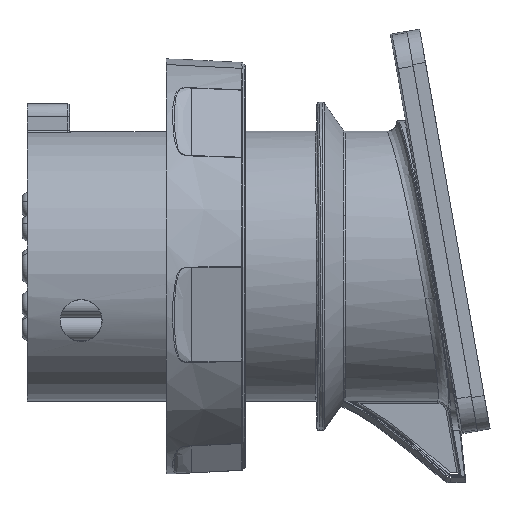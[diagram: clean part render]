
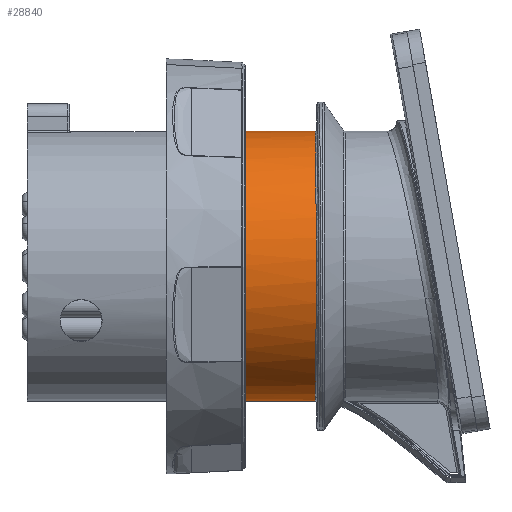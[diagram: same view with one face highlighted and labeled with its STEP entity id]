
A CAD part, left-side view. The second image highlights one B-rep face of the part: STEP entity #28840.
In plain terms, the highlighted cylindrical face has radius 31.7 mm (diameter 63.4 mm), a partial arc.
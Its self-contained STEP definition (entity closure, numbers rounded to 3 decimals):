
#180 = VERTEX_POINT ( 'NONE', #52621 ) ;
#1833 = ORIENTED_EDGE ( 'NONE', *, *, #22478, .T. ) ;
#2027 = CARTESIAN_POINT ( 'NONE',  ( 0., -259.054, 0. ) ) ;
#3505 = CARTESIAN_POINT ( 'NONE',  ( -63.4, -22.129, 31.7 ) ) ;
#4861 = CARTESIAN_POINT ( 'NONE',  ( 0., -3.483, 31.7 ) ) ;
#4882 = CARTESIAN_POINT ( 'NONE',  ( -31.7, -3.202, -18.569 ) ) ;
#8262 = CARTESIAN_POINT ( 'NONE',  ( -31.7, -3.202, 0. ) ) ;
#9228 = DIRECTION ( 'NONE',  ( 0., -1., 0. ) ) ;
#15644 = CARTESIAN_POINT ( 'NONE',  ( -31.7, -3.202, 18.569 ) ) ;
#16020 = CARTESIAN_POINT ( 'NONE',  ( 0., -259.054, -31.7 ) ) ;
#16416 = DIRECTION ( 'NONE',  ( 0., 0., 1. ) ) ;
#16650 = AXIS2_PLACEMENT_3D ( 'NONE', #2027, #49266, #16416 ) ;
#21079 = VERTEX_POINT ( 'NONE', #83637 ) ;
#22232 = ORIENTED_EDGE ( 'NONE', *, *, #36773, .T. ) ;
#22478 = EDGE_CURVE ( 'NONE', #61016, #28472, #62444, .T. ) ;
#22712 = CARTESIAN_POINT ( 'NONE',  ( 0., -3.483, 31.7 ) ) ;
#22965 = CARTESIAN_POINT ( 'NONE',  ( 0., -21.567, -31.7 ) ) ;
#27472 = CARTESIAN_POINT ( 'NONE',  ( -31.7, -3.202, 0. ) ) ;
#27755 = CARTESIAN_POINT ( 'NONE',  ( 0., -21.567, 31.7 ) ) ;
#28472 = VERTEX_POINT ( 'NONE', #27472 ) ;
#28840 = ADVANCED_FACE ( 'NONE', ( #45410 ), #53929, .T. ) ;
#30129 = VECTOR ( 'NONE', #9228, 1000. ) ;
#30905 = CARTESIAN_POINT ( 'NONE',  ( -18.569, -3.318, -31.7 ) ) ;
#32014 = CARTESIAN_POINT ( 'NONE',  ( 0., -259.054, 31.7 ) ) ;
#34287 = LINE ( 'NONE', #32014, #68154 ) ;
#36773 = EDGE_CURVE ( 'NONE', #52252, #61016, #34287, .T. ) ;
#38141 = EDGE_CURVE ( 'NONE', #28472, #180, #68840, .T. ) ;
#41176 = ORIENTED_EDGE ( 'NONE', *, *, #57808, .T. ) ;
#42812 = CARTESIAN_POINT ( 'NONE',  ( 0., -21.567, 31.7 ) ) ;
#42900 = EDGE_LOOP ( 'NONE', ( #22232, #1833, #60368, #41176, #73231 ) ) ;
#45410 = FACE_OUTER_BOUND ( 'NONE', #42900, .T. ) ;
#49266 = DIRECTION ( 'NONE',  ( 0., 1., 0. ) ) ;
#51305 = CARTESIAN_POINT ( 'NONE',  ( 0., -3.483, -31.7 ) ) ;
#52110 = DIRECTION ( 'NONE',  ( 0., 1., 0. ) ) ;
#52252 = VERTEX_POINT ( 'NONE', #27755 ) ;
#52621 = CARTESIAN_POINT ( 'NONE',  ( 0., -3.483, -31.7 ) ) ;
#53929 = CYLINDRICAL_SURFACE ( 'NONE', #16650, 31.7 ) ;
#57808 = EDGE_CURVE ( 'NONE', #180, #21079, #66135, .T. ) ;
#60269 = EDGE_CURVE ( 'NONE', #21079, #52252, #86249, .T. ) ;
#60368 = ORIENTED_EDGE ( 'NONE', *, *, #38141, .T. ) ;
#61016 = VERTEX_POINT ( 'NONE', #4861 ) ;
#62444 =( BOUNDED_CURVE ( )  B_SPLINE_CURVE ( 3, ( #22712, #76366, #15644, #8262 ),
 .UNSPECIFIED., .F., .F. ) 
 B_SPLINE_CURVE_WITH_KNOTS ( ( 4, 4 ),
 ( 4.712, 6.283 ),
 .UNSPECIFIED. ) 
 CURVE ( )  GEOMETRIC_REPRESENTATION_ITEM ( )  RATIONAL_B_SPLINE_CURVE ( ( 1., 0.805, 0.805, 1. ) ) 
 REPRESENTATION_ITEM ( '' )  );
#66135 = LINE ( 'NONE', #16020, #30129 ) ;
#68154 = VECTOR ( 'NONE', #52110, 1000. ) ;
#68840 =( BOUNDED_CURVE ( )  B_SPLINE_CURVE ( 3, ( #71441, #4882, #30905, #51305 ),
 .UNSPECIFIED., .F., .F. ) 
 B_SPLINE_CURVE_WITH_KNOTS ( ( 4, 4 ),
 ( 0., 1.571 ),
 .UNSPECIFIED. ) 
 CURVE ( )  GEOMETRIC_REPRESENTATION_ITEM ( )  RATIONAL_B_SPLINE_CURVE ( ( 1., 0.805, 0.805, 1. ) ) 
 REPRESENTATION_ITEM ( '' )  );
#71441 = CARTESIAN_POINT ( 'NONE',  ( -31.7, -3.202, 0. ) ) ;
#73231 = ORIENTED_EDGE ( 'NONE', *, *, #60269, .T. ) ;
#76366 = CARTESIAN_POINT ( 'NONE',  ( -18.569, -3.318, 31.7 ) ) ;
#77182 = CARTESIAN_POINT ( 'NONE',  ( -63.4, -22.129, -31.7 ) ) ;
#83637 = CARTESIAN_POINT ( 'NONE',  ( 0., -21.567, -31.7 ) ) ;
#86249 =( BOUNDED_CURVE ( )  B_SPLINE_CURVE ( 3, ( #22965, #77182, #3505, #42812 ),
 .UNSPECIFIED., .F., .F. ) 
 B_SPLINE_CURVE_WITH_KNOTS ( ( 4, 4 ),
 ( 1.571, 4.712 ),
 .UNSPECIFIED. ) 
 CURVE ( )  GEOMETRIC_REPRESENTATION_ITEM ( )  RATIONAL_B_SPLINE_CURVE ( ( 1., 0.333, 0.333, 1. ) ) 
 REPRESENTATION_ITEM ( '' )  );
